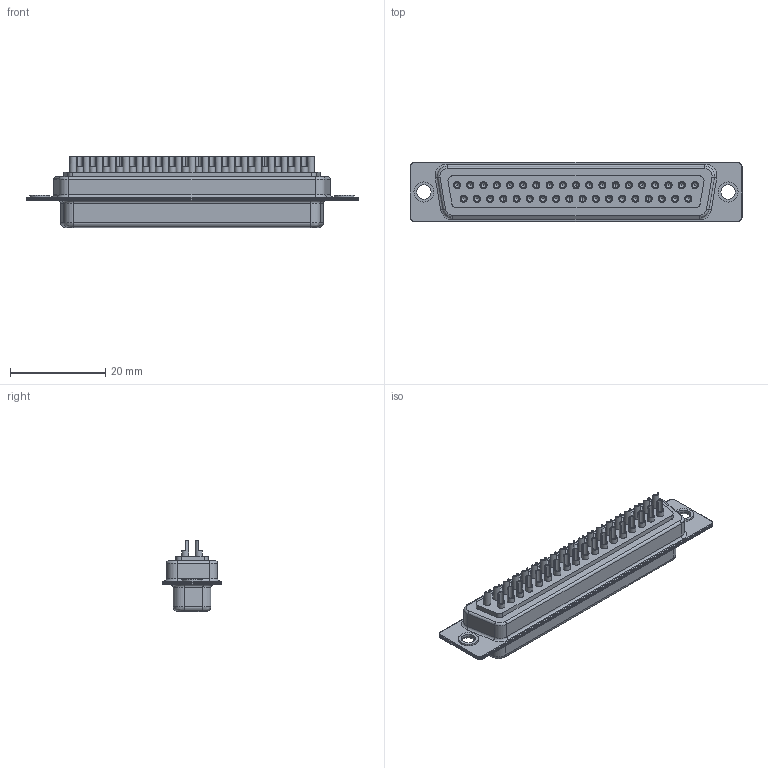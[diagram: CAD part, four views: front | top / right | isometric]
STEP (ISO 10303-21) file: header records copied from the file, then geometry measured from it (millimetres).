
FILE_DESCRIPTION(/* description */ (''),/* implementation_level */ '2;1');
FILE_NAME(/* name */ '105-37-2-3-0-Dummy.stp',/* time_stamp */ '2024-10-23T12:18:53+02:00',/* author */ ('Andreas.Larin'),/* organization */ (''),/* preprocessor_version */ 'ST-DEVELOPER v20',/* originating_system */ 'Autodesk Inventor 2025',/* authorisation */ '');
FILE_SCHEMA (('AUTOMOTIVE_DESIGN { 1 0 10303 214 3 1 1 }'));
Length unit declared in the file: millimetre
Products named in the file (1): 105-37-2-3-0-Dummy
Bounding box: 69.57 x 12.55 x 14.9 mm (x, y, z)
Volume: 5741.1 mm3; surface area: 4784.9 mm2
Topology: 1 solids, 1 shells, 686 faces, 1662 edges, 1058 vertices
Faces by surface type: cylinder 306, plane 265, cone 53, bspline 48, torus 14
Full cylindrical faces by diameter (mm): 1 x37, 1.08 x30, 1.48 x37, 3 x2, 4.2 x2
Entity records: 23724 total; most frequent: CARTESIAN_POINT 7391, ORIENTED_EDGE 3324, DIRECTION 3179, EDGE_CURVE 1662, AXIS2_PLACEMENT_3D 1218, VERTEX_POINT 1057, EDGE_LOOP 769, LINE 743
